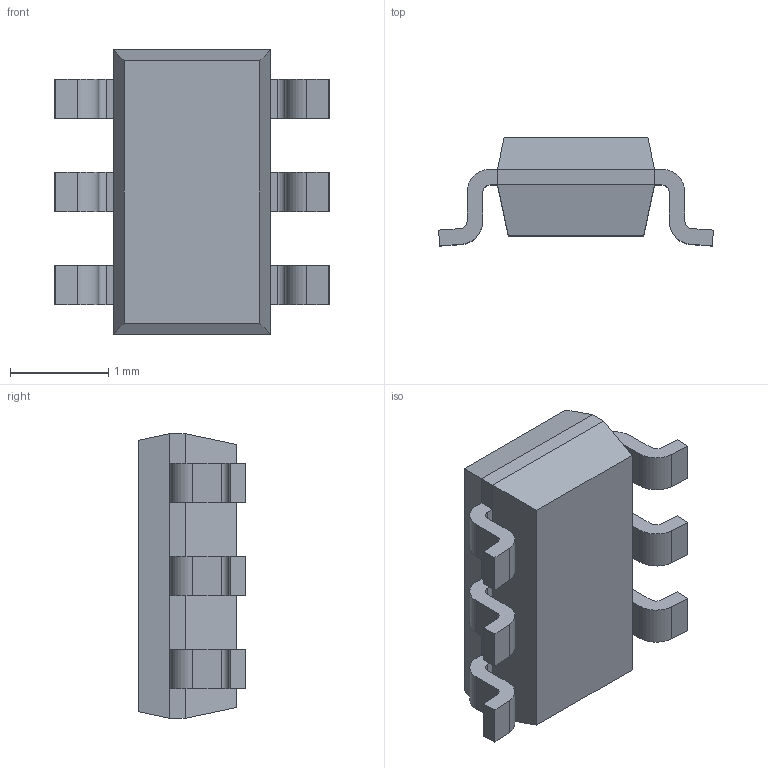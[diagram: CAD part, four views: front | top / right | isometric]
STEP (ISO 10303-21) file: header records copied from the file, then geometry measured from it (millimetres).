
FILE_DESCRIPTION (( 'STEP AP214' ), '1' );
FILE_NAME ('DDC6.STEP', '2020-09-23T21:07:53', ( '' ), ( '' ), 'SwSTEP 2.0', 'SolidWorks 2017', '' );
FILE_SCHEMA (( 'AUTOMOTIVE_DESIGN' ));
Length unit declared in the file: millimetre
Products named in the file (1): DDC6
Bounding box: 2.8 x 1.1 x 2.9 mm (x, y, z)
Volume: 4.7 mm3; surface area: 24.5 mm2
Topology: 7 solids, 7 shells, 110 faces, 280 edges, 184 vertices
Faces by surface type: plane 74, cylinder 36
Entity records: 3400 total; most frequent: CARTESIAN_POINT 575, DIRECTION 574, ORIENTED_EDGE 560, EDGE_CURVE 280, VECTOR 208, LINE 208, VERTEX_POINT 184, AXIS2_PLACEMENT_3D 183
